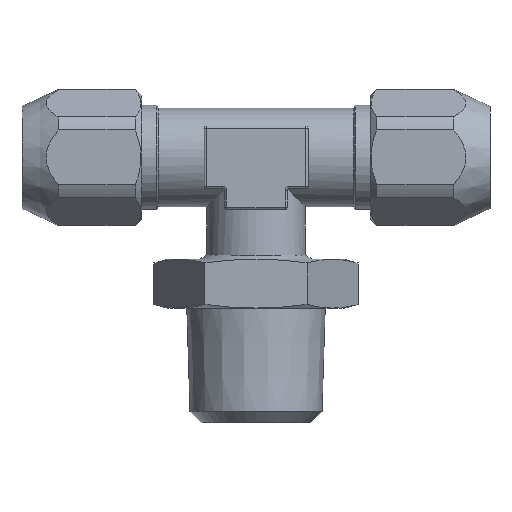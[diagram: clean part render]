
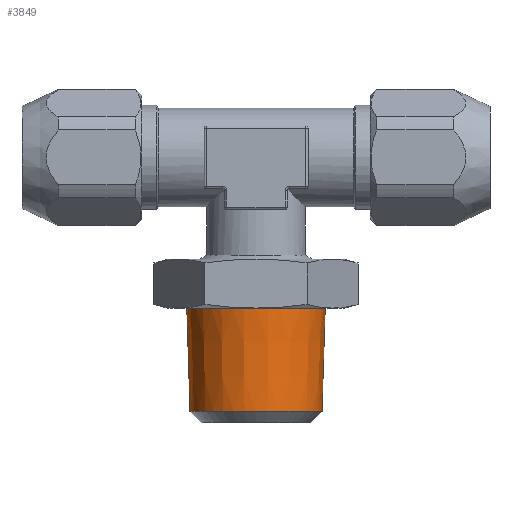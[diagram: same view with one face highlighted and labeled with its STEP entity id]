
A CAD part, top view. The second image highlights one B-rep face of the part: STEP entity #3849.
In plain terms, the highlighted conical face has half-angle 1.78 degrees and reference radius 6.502 mm.
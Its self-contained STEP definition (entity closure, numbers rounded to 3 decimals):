
#1009=CARTESIAN_POINT('',(0.,-14.5,0.));
#1010=DIRECTION('',(0.,-1.,0.));
#1011=DIRECTION('',(1.,0.,0.));
#1012=AXIS2_PLACEMENT_3D('',#1009,#1010,#1011);
#1014=DIRECTION('',(0.031,1.,0.));
#1015=VECTOR('',#1014,9.905);
#1016=CARTESIAN_POINT('',(6.348,-24.4,0.));
#1017=LINE('',#1016,#1015);
#1018=DIRECTION('',(-0.031,1.,0.));
#1019=VECTOR('',#1018,9.905);
#1020=CARTESIAN_POINT('',(-6.348,-24.4,0.));
#1021=LINE('',#1020,#1019);
#1027=CARTESIAN_POINT('',(0.,-24.4,0.));
#1028=DIRECTION('',(0.,-1.,0.));
#1029=DIRECTION('',(1.,0.,0.));
#1030=AXIS2_PLACEMENT_3D('',#1027,#1028,#1029);
#2473=CARTESIAN_POINT('',(6.348,-24.4,0.));
#2475=VERTEX_POINT('',#2473);
#2476=CARTESIAN_POINT('',(6.655,-14.5,0.));
#2477=VERTEX_POINT('',#2476);
#2479=CARTESIAN_POINT('',(-6.348,-24.4,0.));
#2481=VERTEX_POINT('',#2479);
#2482=CARTESIAN_POINT('',(-6.655,-14.5,0.));
#2483=VERTEX_POINT('',#2482);
#3837=CARTESIAN_POINT('',(0.,-19.45,0.));
#3838=DIRECTION('',(0.,1.,0.));
#3839=DIRECTION('',(1.,0.,0.));
#3840=AXIS2_PLACEMENT_3D('',#3837,#3838,#3839);
#3841=CONICAL_SURFACE('',#3840,6.502,1.78);
#3842=ORIENTED_EDGE('',*,*,#3827,.F.);
#3844=ORIENTED_EDGE('',*,*,#3843,.T.);
#3845=ORIENTED_EDGE('',*,*,#3830,.T.);
#3846=ORIENTED_EDGE('',*,*,#3817,.F.);
#3847=EDGE_LOOP('',(#3842,#3844,#3845,#3846));
#3848=FACE_OUTER_BOUND('',#3847,.F.);
#3849=ADVANCED_FACE('',(#3848),#3841,.T.);
#1013=CIRCLE('',#1012,6.655);
#1031=CIRCLE('',#1030,6.348);
#3817=EDGE_CURVE('',#2477,#2483,#1013,.T.);
#3827=EDGE_CURVE('',#2475,#2477,#1017,.T.);
#3830=EDGE_CURVE('',#2481,#2483,#1021,.T.);
#3843=EDGE_CURVE('',#2475,#2481,#1031,.T.);
